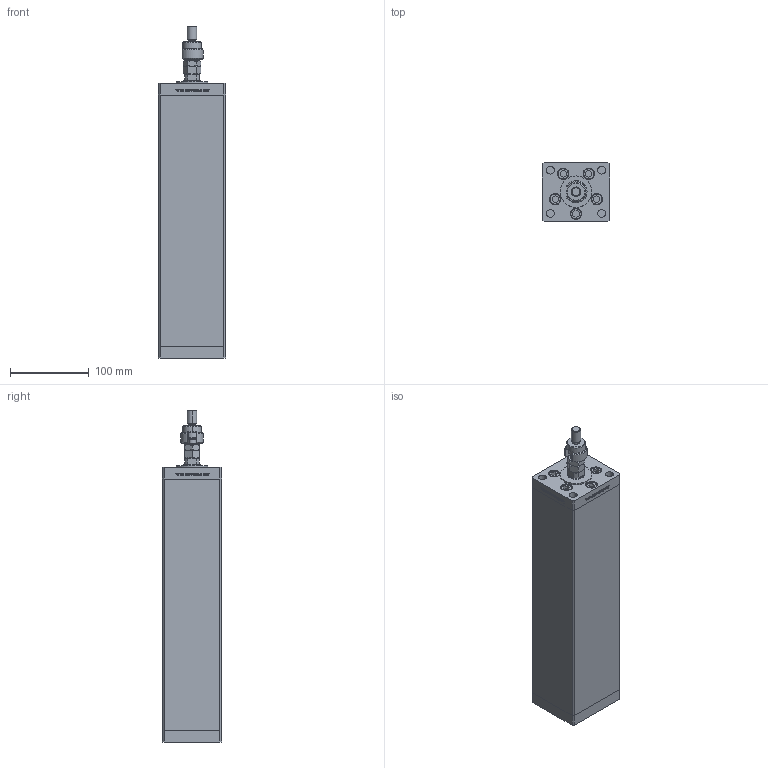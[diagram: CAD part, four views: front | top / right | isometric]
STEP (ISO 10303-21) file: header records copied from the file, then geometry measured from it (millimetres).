
FILE_DESCRIPTION (( 'STEP AP203' ), '1' );
FILE_NAME ('1b76.STEP', '2024-10-23T13:29:04', ( '' ), ( '' ), 'SwSTEP 2.0', 'SolidWorks 2019', '' );
FILE_SCHEMA (( 'CONFIG_CONTROL_DESIGN' ));
Length unit declared in the file: millimetre
Products named in the file (9): MFA b91528c0a3dcc580781c5cdc6d7ff155; V220C BACK_B b91528c0a3dcc580781c5cdc6d7ff155; FEMALE_PART_FOR_DFA b91528c0a3dcc580781c5cdc6d7ff155; V220C_FRONT_B b91528c0a3dcc580781c5cdc6d7ff155; V220C_B MIDDLE b91528c0a3dcc580781c5cdc6d7ff155; 1b76; V220C_VC_B b91528c0a3dcc580781c5cdc6d7ff155; ALLEN BOLT b91528c0a3dcc580781c5cdc6d7ff155; DFA b91528c0a3dcc580781c5cdc6d7ff155
Assembly tree (17 placements, depth 3):
  1b76
    V220C_B MIDDLE b91528c0a3dcc580781c5cdc6d7ff155
    V220C BACK_B b91528c0a3dcc580781c5cdc6d7ff155
    V220C_FRONT_B b91528c0a3dcc580781c5cdc6d7ff155
    V220C_VC_B b91528c0a3dcc580781c5cdc6d7ff155
    ALLEN BOLT b91528c0a3dcc580781c5cdc6d7ff155  x10
    DFA b91528c0a3dcc580781c5cdc6d7ff155
      FEMALE_PART_FOR_DFA b91528c0a3dcc580781c5cdc6d7ff155
      MFA b91528c0a3dcc580781c5cdc6d7ff155
Bounding box: 85 x 75 x 421 mm (x, y, z)
Volume: 1930071.3 mm3; surface area: 258423.2 mm2
Topology: 16 solids, 16 shells, 1268 faces, 3139 edges, 2043 vertices
Faces by surface type: plane 490, bspline 484, cylinder 160, cone 86, torus 48
Entity records: 54994 total; most frequent: CARTESIAN_POINT 30987, ORIENTED_EDGE 5446, DIRECTION 3215, EDGE_CURVE 2723, VERTEX_POINT 1791, LINE 1377, VECTOR 1377, EDGE_LOOP 1238
